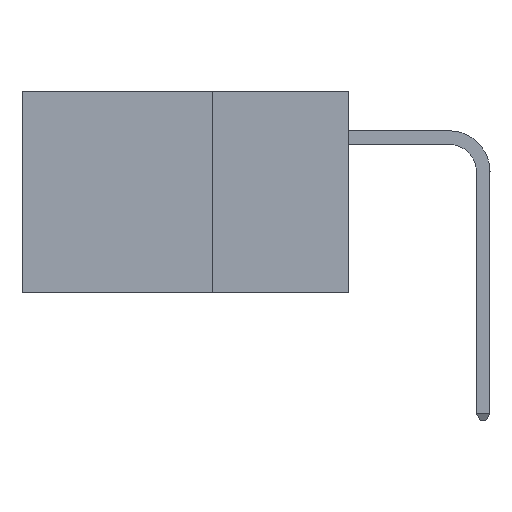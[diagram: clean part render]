
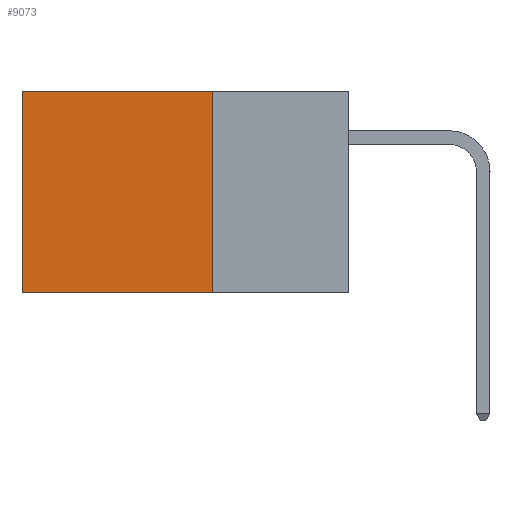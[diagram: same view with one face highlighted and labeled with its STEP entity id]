
A CAD part, left-side view. The second image highlights one B-rep face of the part: STEP entity #9073.
In plain terms, the highlighted planar face has unit normal (-1, 0, 0).
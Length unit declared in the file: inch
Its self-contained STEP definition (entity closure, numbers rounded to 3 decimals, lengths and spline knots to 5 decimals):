
#1110 = VECTOR ( 'NONE', #1543, 39.37008 ) ;
#1543 = DIRECTION ( 'NONE',  ( 0., 0., -1. ) ) ;
#1696 = ORIENTED_EDGE ( 'NONE', *, *, #32277, .F. ) ;
#3207 = AXIS2_PLACEMENT_3D ( 'NONE', #42661, #41625, #22563 ) ;
#4404 = VECTOR ( 'NONE', #40681, 39.37008 ) ;
#7886 = VERTEX_POINT ( 'NONE', #15466 ) ;
#9073 = ADVANCED_FACE ( 'NONE', ( #20721 ), #35245, .F. ) ;
#9230 = EDGE_LOOP ( 'NONE', ( #19515, #1696, #17688, #32652 ) ) ;
#14086 = CARTESIAN_POINT ( 'NONE',  ( 0.2875, 0.25, 0. ) ) ;
#14277 = EDGE_CURVE ( 'NONE', #43217, #7886, #35141, .T. ) ;
#15067 = VERTEX_POINT ( 'NONE', #14086 ) ;
#15466 = CARTESIAN_POINT ( 'NONE',  ( 0.2875, 0.6, -0.37 ) ) ;
#16015 = DIRECTION ( 'NONE',  ( 0., 0., -1. ) ) ;
#16954 = CARTESIAN_POINT ( 'NONE',  ( 0.2875, 0.25, -0.37 ) ) ;
#17688 = ORIENTED_EDGE ( 'NONE', *, *, #38976, .F. ) ;
#19515 = ORIENTED_EDGE ( 'NONE', *, *, #14277, .T. ) ;
#20721 = FACE_OUTER_BOUND ( 'NONE', #9230, .T. ) ;
#22346 = CARTESIAN_POINT ( 'NONE',  ( 0.2875, 0.25, 0. ) ) ;
#22563 = DIRECTION ( 'NONE',  ( 0., 0., -1. ) ) ;
#26972 = CARTESIAN_POINT ( 'NONE',  ( 0.2875, 0.25, 0. ) ) ;
#27009 = LINE ( 'NONE', #22346, #31697 ) ;
#31383 = CARTESIAN_POINT ( 'NONE',  ( 0.2875, 0.6, 0. ) ) ;
#31626 = LINE ( 'NONE', #26972, #4404 ) ;
#31697 = VECTOR ( 'NONE', #16015, 39.37008 ) ;
#32277 = EDGE_CURVE ( 'NONE', #32811, #7886, #39950, .T. ) ;
#32566 = DIRECTION ( 'NONE',  ( 0., 1., 0. ) ) ;
#32652 = ORIENTED_EDGE ( 'NONE', *, *, #43140, .T. ) ;
#32811 = VERTEX_POINT ( 'NONE', #16954 ) ;
#33661 = VECTOR ( 'NONE', #32566, 39.37008 ) ;
#35141 = LINE ( 'NONE', #31383, #1110 ) ;
#35245 = PLANE ( 'NONE',  #3207 ) ;
#37896 = CARTESIAN_POINT ( 'NONE',  ( 0.2875, 0.6, 0. ) ) ;
#38976 = EDGE_CURVE ( 'NONE', #15067, #32811, #27009, .T. ) ;
#39950 = LINE ( 'NONE', #43084, #33661 ) ;
#40681 = DIRECTION ( 'NONE',  ( 0., 1., 0. ) ) ;
#41625 = DIRECTION ( 'NONE',  ( 1., 0., 0. ) ) ;
#42661 = CARTESIAN_POINT ( 'NONE',  ( 0.2875, 0.25, 0. ) ) ;
#43084 = CARTESIAN_POINT ( 'NONE',  ( 0.2875, 0.25, -0.37 ) ) ;
#43140 = EDGE_CURVE ( 'NONE', #15067, #43217, #31626, .T. ) ;
#43217 = VERTEX_POINT ( 'NONE', #37896 ) ;
